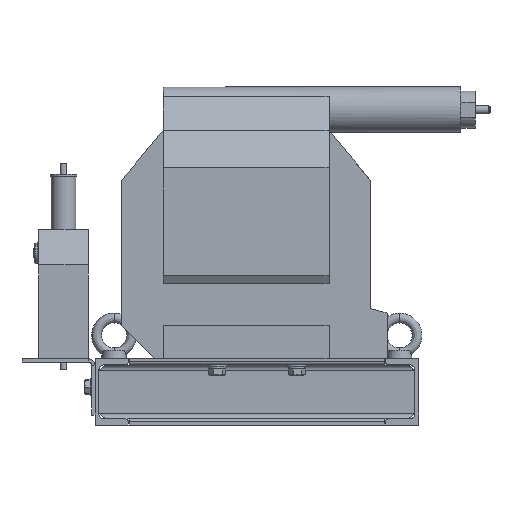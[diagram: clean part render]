
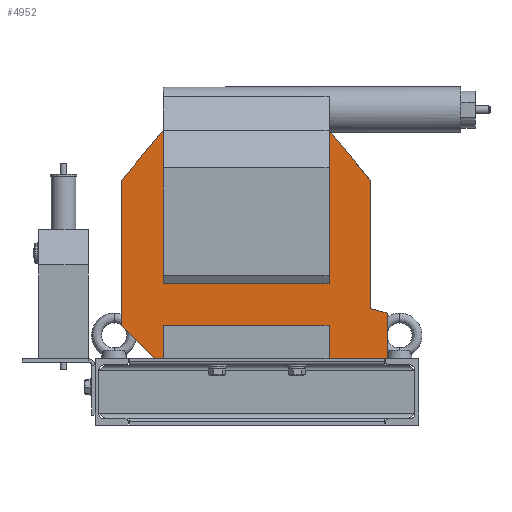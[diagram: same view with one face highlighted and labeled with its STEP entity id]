
A CAD part, front view. The second image highlights one B-rep face of the part: STEP entity #4952.
In plain terms, the highlighted face is planar.
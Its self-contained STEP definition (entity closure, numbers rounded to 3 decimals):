
#4952=ADVANCED_FACE('',(#19560),#19562,.F.);
#19560=FACE_BOUND('',#19561,.T.);
#19561=EDGE_LOOP('',(#24371,#24372,#24373,#24374,#24375,#24376,#24377,#24378,#24379,
#24380,#24381,#24382,#24383,#24384,#24385));
#19562=PLANE('',#19563);
#19563=AXIS2_PLACEMENT_3D('',#19564,#19565,#19566);
#19564=CARTESIAN_POINT('',(-35.,-40.,-300.));
#19565=DIRECTION('',(-1.,0.,0.));
#19566=DIRECTION('',(0.,-1.,0.));
#24371=ORIENTED_EDGE('',*,*,#27745,.F.);
#24372=ORIENTED_EDGE('',*,*,#27746,.F.);
#24373=ORIENTED_EDGE('',*,*,#27731,.F.);
#24374=ORIENTED_EDGE('',*,*,#27747,.T.);
#24375=ORIENTED_EDGE('',*,*,#27748,.F.);
#24376=ORIENTED_EDGE('',*,*,#27749,.F.);
#24377=ORIENTED_EDGE('',*,*,#27741,.F.);
#24378=ORIENTED_EDGE('',*,*,#27750,.F.);
#24379=ORIENTED_EDGE('',*,*,#27751,.F.);
#24380=ORIENTED_EDGE('',*,*,#27752,.F.);
#24381=ORIENTED_EDGE('',*,*,#27753,.F.);
#24382=ORIENTED_EDGE('',*,*,#27754,.T.);
#24383=ORIENTED_EDGE('',*,*,#27755,.T.);
#24384=ORIENTED_EDGE('',*,*,#27756,.F.);
#24385=ORIENTED_EDGE('',*,*,#27757,.F.);
#27731=EDGE_CURVE('',#29986,#29990,#29991,.F.);
#27741=EDGE_CURVE('',#30005,#29983,#30007,.F.);
#27745=EDGE_CURVE('',#30013,#30014,#30015,.F.);
#27746=EDGE_CURVE('',#29990,#30013,#30016,.F.);
#27747=EDGE_CURVE('',#29986,#30017,#30018,.T.);
#27748=EDGE_CURVE('',#30019,#30017,#30020,.T.);
#27749=EDGE_CURVE('',#29983,#30019,#30021,.T.);
#27750=EDGE_CURVE('',#30022,#30005,#30023,.F.);
#27751=EDGE_CURVE('',#30024,#30022,#30025,.F.);
#27752=EDGE_CURVE('',#30026,#30024,#30027,.F.);
#27753=EDGE_CURVE('',#30028,#30026,#30029,.T.);
#27754=EDGE_CURVE('',#30028,#30030,#30031,.T.);
#27755=EDGE_CURVE('',#30030,#30032,#30033,.T.);
#27756=EDGE_CURVE('',#30034,#30032,#30035,.F.);
#27757=EDGE_CURVE('',#30014,#30034,#30036,.F.);
#29983=VERTEX_POINT('',#36438);
#29986=VERTEX_POINT('',#36445);
#29990=VERTEX_POINT('',#36455);
#29991=LINE('',#36456,#36457);
#30005=VERTEX_POINT('',#36489);
#30007=LINE('',#36493,#36494);
#30013=VERTEX_POINT('',#36507);
#30014=VERTEX_POINT('',#36508);
#30015=LINE('',#36509,#36510);
#30016=LINE('',#36512,#36513);
#30017=VERTEX_POINT('',#36515);
#30018=LINE('',#36516,#36517);
#30019=VERTEX_POINT('',#36519);
#30020=LINE('',#36520,#36521);
#30021=LINE('',#36523,#36524);
#30022=VERTEX_POINT('',#36526);
#30023=LINE('',#36527,#36528);
#30024=VERTEX_POINT('',#36530);
#30025=LINE('',#36531,#36532);
#30026=VERTEX_POINT('',#36534);
#30027=LINE('',#36535,#36536);
#30028=VERTEX_POINT('',#36538);
#30029=LINE('',#36539,#36540);
#30030=VERTEX_POINT('',#36542);
#30031=LINE('',#36543,#36544);
#30032=VERTEX_POINT('',#36546);
#30033=LINE('',#36547,#36548);
#30034=VERTEX_POINT('',#36550);
#30035=LINE('',#36551,#36552);
#30036=LINE('',#36554,#36555);
#36438=CARTESIAN_POINT('',(-35.,-275.,-100.));
#36445=CARTESIAN_POINT('',(-35.,-275.,100.));
#36455=CARTESIAN_POINT('',(-35.,-215.,150.));
#36456=CARTESIAN_POINT('',(-35.,-215.,150.));
#36457=VECTOR('',#36458,1.);
#36458=DIRECTION('',(0.,-0.768,-0.64));
#36489=CARTESIAN_POINT('',(-35.,-215.,-150.));
#36493=CARTESIAN_POINT('',(-35.,-275.,-100.));
#36494=VECTOR('',#36495,1.);
#36495=DIRECTION('',(0.,0.768,-0.64));
#36507=CARTESIAN_POINT('',(-35.,-60.359,150.));
#36508=CARTESIAN_POINT('',(-35.,-55.,170.));
#36509=CARTESIAN_POINT('',(-35.,-55.,170.));
#36510=VECTOR('',#36511,1.);
#36511=DIRECTION('',(0.,-0.259,-0.966));
#36512=CARTESIAN_POINT('',(-35.,-60.359,150.));
#36513=VECTOR('',#36514,1.);
#36514=DIRECTION('',(0.,-1.,0.));
#36515=CARTESIAN_POINT('',(-35.,-90.622,100.));
#36516=CARTESIAN_POINT('',(-35.,-275.,100.));
#36517=VECTOR('',#36518,1.);
#36518=DIRECTION('',(0.,1.,0.));
#36519=CARTESIAN_POINT('',(-35.,-90.622,-100.));
#36520=CARTESIAN_POINT('',(-35.,-90.622,-100.));
#36521=VECTOR('',#36522,1.);
#36522=DIRECTION('',(0.,0.,1.));
#36523=CARTESIAN_POINT('',(-35.,-275.,-100.));
#36524=VECTOR('',#36525,1.);
#36525=DIRECTION('',(0.,1.,0.));
#36526=CARTESIAN_POINT('',(-35.,-40.,-150.));
#36527=CARTESIAN_POINT('',(-35.,-215.,-150.));
#36528=VECTOR('',#36529,1.);
#36529=DIRECTION('',(0.,1.,0.));
#36530=CARTESIAN_POINT('',(-35.,0.,-110.));
#36531=CARTESIAN_POINT('',(-35.,-40.,-150.));
#36532=VECTOR('',#36533,1.);
#36533=DIRECTION('',(0.,0.707,0.707));
#36534=CARTESIAN_POINT('',(-35.,0.,-100.));
#36535=CARTESIAN_POINT('',(-35.,0.,-110.));
#36536=VECTOR('',#36537,1.);
#36537=DIRECTION('',(0.,0.,1.));
#36538=CARTESIAN_POINT('',(-35.,-40.,-100.));
#36539=CARTESIAN_POINT('',(-35.,-40.,-100.));
#36540=VECTOR('',#36541,1.);
#36541=DIRECTION('',(0.,1.,0.));
#36542=CARTESIAN_POINT('',(-35.,-40.,100.));
#36543=CARTESIAN_POINT('',(-35.,-40.,-100.));
#36544=VECTOR('',#36545,1.);
#36545=DIRECTION('',(0.,0.,1.));
#36546=CARTESIAN_POINT('',(-35.,0.,100.));
#36547=CARTESIAN_POINT('',(-35.,-40.,100.));
#36548=VECTOR('',#36549,1.);
#36549=DIRECTION('',(0.,1.,0.));
#36550=CARTESIAN_POINT('',(-35.,0.,170.));
#36551=CARTESIAN_POINT('',(-35.,0.,100.));
#36552=VECTOR('',#36553,1.);
#36553=DIRECTION('',(0.,0.,1.));
#36554=CARTESIAN_POINT('',(-35.,0.,170.));
#36555=VECTOR('',#36556,1.);
#36556=DIRECTION('',(0.,-1.,0.));
